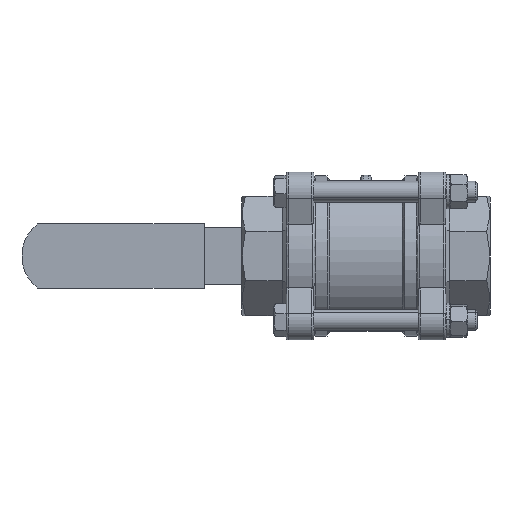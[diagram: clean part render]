
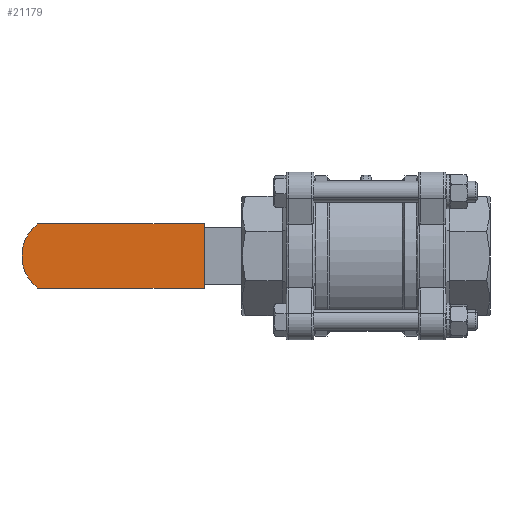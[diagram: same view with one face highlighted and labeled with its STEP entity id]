
A CAD part, front view. The second image highlights one B-rep face of the part: STEP entity #21179.
In plain terms, the highlighted face is planar.
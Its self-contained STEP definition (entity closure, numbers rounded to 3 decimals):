
#968 = CARTESIAN_POINT ( 'NONE',  ( 0., 15.5, 3.5 ) ) ;
#2255 = VERTEX_POINT ( 'NONE', #12586 ) ;
#3389 = CARTESIAN_POINT ( 'NONE',  ( 80.518, -15.5, 3.5 ) ) ;
#4011 = EDGE_CURVE ( 'NONE', #6943, #2255, #22911, .T. ) ;
#4360 = EDGE_CURVE ( 'NONE', #10442, #21646, #12358, .T. ) ;
#4783 = AXIS2_PLACEMENT_3D ( 'NONE', #18852, #6618, #20889 ) ;
#6135 = AXIS2_PLACEMENT_3D ( 'NONE', #14566, #20733, #8495 ) ;
#6344 = CARTESIAN_POINT ( 'NONE',  ( 0., 15.5, 3.5 ) ) ;
#6618 = DIRECTION ( 'NONE',  ( 0., 0., -1. ) ) ;
#6943 = VERTEX_POINT ( 'NONE', #11446 ) ;
#7477 = ORIENTED_EDGE ( 'NONE', *, *, #4360, .F. ) ;
#8495 = DIRECTION ( 'NONE',  ( -1., 0., 0. ) ) ;
#8842 = DIRECTION ( 'NONE',  ( 0., 1., 0. ) ) ;
#9715 = EDGE_CURVE ( 'NONE', #2255, #10442, #26082, .T. ) ;
#10442 = VERTEX_POINT ( 'NONE', #20812 ) ;
#10472 = PLANE ( 'NONE',  #6135 ) ;
#10828 = EDGE_LOOP ( 'NONE', ( #7477, #17355, #20104, #21348 ) ) ;
#11446 = CARTESIAN_POINT ( 'NONE',  ( 80.518, 15.5, 3.5 ) ) ;
#12358 = LINE ( 'NONE', #23106, #17780 ) ;
#12586 = CARTESIAN_POINT ( 'NONE',  ( 80.518, -15.5, 3.5 ) ) ;
#14566 = CARTESIAN_POINT ( 'NONE',  ( 68.686, 0., 3.5 ) ) ;
#15196 = DIRECTION ( 'NONE',  ( 1., 0., 0. ) ) ;
#15727 = EDGE_CURVE ( 'NONE', #21646, #6943, #18899, .T. ) ;
#17355 = ORIENTED_EDGE ( 'NONE', *, *, #9715, .F. ) ;
#17780 = VECTOR ( 'NONE', #8842, 1000. ) ;
#18243 = VECTOR ( 'NONE', #15196, 1000. ) ;
#18852 = CARTESIAN_POINT ( 'NONE',  ( 68.686, 0., 3.5 ) ) ;
#18899 = LINE ( 'NONE', #968, #18243 ) ;
#20104 = ORIENTED_EDGE ( 'NONE', *, *, #4011, .F. ) ;
#20690 = VECTOR ( 'NONE', #21730, 1000. ) ;
#20733 = DIRECTION ( 'NONE',  ( 0., 0., 1. ) ) ;
#20812 = CARTESIAN_POINT ( 'NONE',  ( 0., -15.5, 3.5 ) ) ;
#20889 = DIRECTION ( 'NONE',  ( -1., 0., 0. ) ) ;
#21179 = ADVANCED_FACE ( 'NONE', ( #23077 ), #10472, .T. ) ;
#21348 = ORIENTED_EDGE ( 'NONE', *, *, #15727, .F. ) ;
#21646 = VERTEX_POINT ( 'NONE', #6344 ) ;
#21730 = DIRECTION ( 'NONE',  ( -1., 0., 0. ) ) ;
#22911 = CIRCLE ( 'NONE', #4783, 19.5 ) ;
#23077 = FACE_OUTER_BOUND ( 'NONE', #10828, .T. ) ;
#23106 = CARTESIAN_POINT ( 'NONE',  ( 0., -15.5, 3.5 ) ) ;
#26082 = LINE ( 'NONE', #3389, #20690 ) ;
